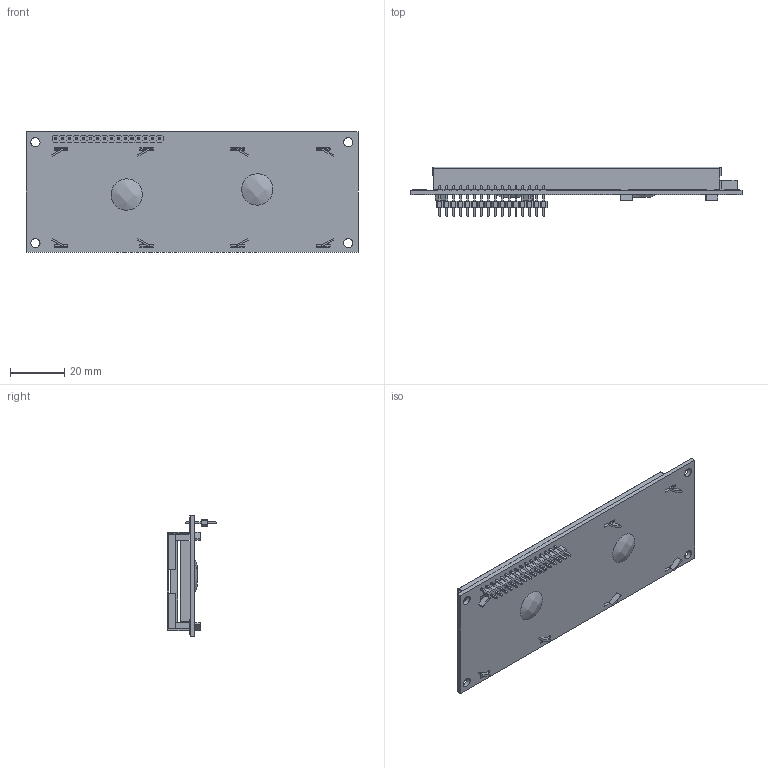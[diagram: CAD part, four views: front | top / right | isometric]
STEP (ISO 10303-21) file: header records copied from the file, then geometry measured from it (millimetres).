
FILE_DESCRIPTION (( 'STEP AP214' ), '1' );
FILE_NAME ('DSDEFAU09131232595382.step', '2006-09-13T16:36:59', ( 'SysAdmin' ), ( 'SolidWorks' ), 'SwSTEP 2.0', 'SolidWorks 2007', '' );
FILE_SCHEMA (( 'AUTOMOTIVE_DESIGN' ));
Length unit declared in the file: millimetre
Products named in the file (1): DSDEFAU09131232595382
Bounding box: 122 x 18.25 x 44.1 mm (x, y, z)
Volume: 33579.6 mm3; surface area: 38335 mm2
Topology: 23 solids, 23 shells, 743 faces, 1903 edges, 1214 vertices
Faces by surface type: plane 662, cylinder 79, bspline 2
Entity records: 30715 total; most frequent: CARTESIAN_POINT 4055, ORIENTED_EDGE 3806, DIRECTION 3541, EDGE_CURVE 1903, VECTOR 1741, LINE 1741, VERTEX_POINT 1214, AXIS2_PLACEMENT_3D 900
